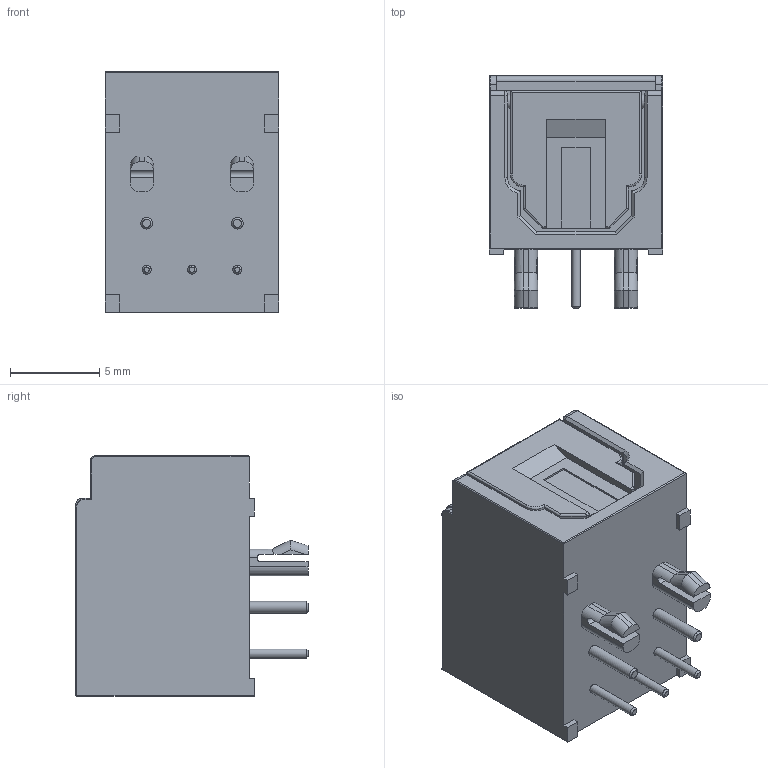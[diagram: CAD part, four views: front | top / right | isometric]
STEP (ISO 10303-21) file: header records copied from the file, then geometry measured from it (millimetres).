
FILE_DESCRIPTION(/* description */ (''),/* implementation_level */ '2;1');
FILE_NAME(/* name */ 'FCR684208R_Shrinkwrap_1.stp',/* time_stamp */ '2021-11-01T02:48:56+01:00',/* author */ ('alejg'),/* organization */ (''),/* preprocessor_version */ 'ST-DEVELOPER v18',/* originating_system */ 'Autodesk Inventor 2020',/* authorisation */ '');
FILE_SCHEMA (('AUTOMOTIVE_DESIGN { 1 0 10303 214 3 1 1 }'));
Length unit declared in the file: millimetre
Products named in the file (1): FCR684208R_Shrinkwrap_1
Bounding box: 9.7 x 13 x 13.5 mm (x, y, z)
Volume: 830.7 mm3; surface area: 1319.8 mm2
Topology: 3 solids, 3 shells, 245 faces, 620 edges, 389 vertices
Faces by surface type: plane 163, cylinder 65, cone 9, torus 6, sphere 2
Full cylindrical faces by diameter (mm): 0.5 x3, 0.65 x2, 0.8 x2, 1 x2, 2.5 x1
Entity records: 7638 total; most frequent: CARTESIAN_POINT 1323, DIRECTION 1257, ORIENTED_EDGE 1240, EDGE_CURVE 620, LINE 459, VECTOR 459, AXIS2_PLACEMENT_3D 399, VERTEX_POINT 389
